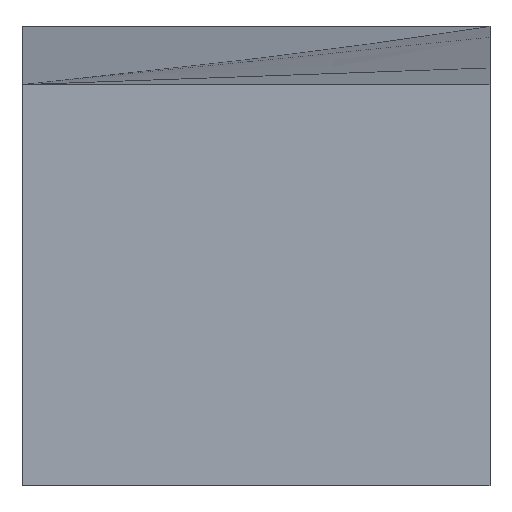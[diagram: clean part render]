
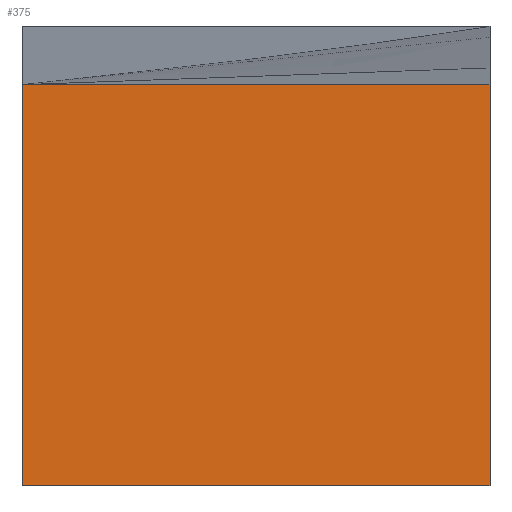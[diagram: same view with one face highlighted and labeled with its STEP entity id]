
A CAD part, front view. The second image highlights one B-rep face of the part: STEP entity #375.
In plain terms, the highlighted planar face has unit normal (0, -1, 0).
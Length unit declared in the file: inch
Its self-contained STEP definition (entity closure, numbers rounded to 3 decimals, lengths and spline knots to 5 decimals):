
#31=FACE_OUTER_BOUND('',#51,.T.);
#51=EDGE_LOOP('',(#311,#312,#313,#314));
#83=LINE('',#560,#132);
#96=LINE('',#585,#145);
#102=LINE('',#597,#151);
#104=LINE('',#600,#153);
#132=VECTOR('',#451,0.3937);
#145=VECTOR('',#470,0.3937);
#151=VECTOR('',#486,0.3937);
#153=VECTOR('',#490,0.3937);
#177=VERTEX_POINT('',#557);
#178=VERTEX_POINT('',#559);
#185=VERTEX_POINT('',#580);
#187=VERTEX_POINT('',#583);
#215=EDGE_CURVE('',#177,#178,#83,.T.);
#228=EDGE_CURVE('',#187,#185,#96,.T.);
#234=EDGE_CURVE('',#178,#187,#102,.T.);
#236=EDGE_CURVE('',#177,#185,#104,.T.);
#311=ORIENTED_EDGE('',*,*,#236,.T.);
#312=ORIENTED_EDGE('',*,*,#228,.F.);
#313=ORIENTED_EDGE('',*,*,#234,.F.);
#314=ORIENTED_EDGE('',*,*,#215,.F.);
#357=PLANE('',#409);
#375=ADVANCED_FACE('',(#31),#357,.T.);
#409=AXIS2_PLACEMENT_3D('',#599,#488,#489);
#451=DIRECTION('',(-1.,0.,0.));
#470=DIRECTION('',(1.,0.,0.));
#486=DIRECTION('',(0.,0.,1.));
#488=DIRECTION('center_axis',(0.,-1.,0.));
#489=DIRECTION('ref_axis',(0.,0.,
-1.));
#490=DIRECTION('',(0.,0.,1.));
#557=CARTESIAN_POINT('',(43.,-41.125,-6.25));
#559=CARTESIAN_POINT('',(36.,-41.125,-6.25));
#560=CARTESIAN_POINT('',(48.5,-41.125,-6.25));
#580=CARTESIAN_POINT('',(43.,-41.125,-0.25));
#583=CARTESIAN_POINT('',(36.,-41.125,-0.25));
#585=CARTESIAN_POINT('',(262.,-41.125,-0.25));
#597=CARTESIAN_POINT('',(36.,-41.125,-4.6875));
#599=CARTESIAN_POINT('Origin',(262.,-41.125,-0.25));
#600=CARTESIAN_POINT('',(43.,-41.125,-3.25));
